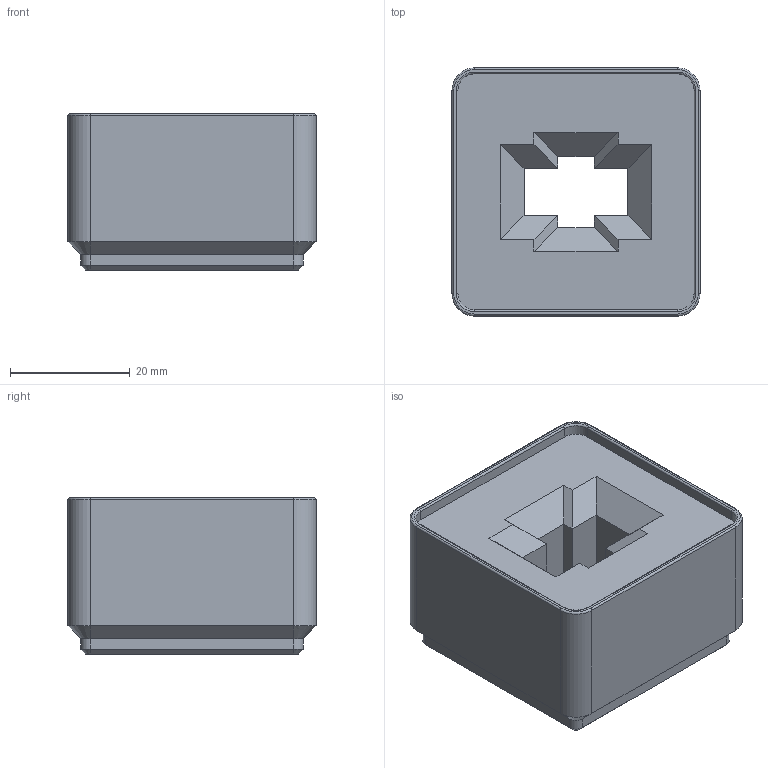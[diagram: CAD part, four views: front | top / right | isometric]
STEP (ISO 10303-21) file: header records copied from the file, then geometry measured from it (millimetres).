
FILE_DESCRIPTION(('Open CASCADE Model'),'2;1');
FILE_NAME('Open CASCADE Shape Model','2025-11-23T22:49:14',('Author'),( 'Open CASCADE'),'Open CASCADE STEP processor 7.8','Open CASCADE 7.8' ,'Unknown');
FILE_SCHEMA(('AUTOMOTIVE_DESIGN { 1 0 10303 214 1 1 1 1 }'));
Length unit declared in the file: millimetre
Products named in the file (1): Open CASCADE STEP translator 7.8 10
Bounding box: 41.5 x 41.5 x 26.14 mm (x, y, z)
Volume: 35880.7 mm3; surface area: 8527.3 mm2
Topology: 1 solids, 1 shells, 83 faces, 188 edges, 108 vertices
Faces by surface type: plane 47, cylinder 20, torus 8, cone 8
Entity records: 4664 total; most frequent: CARTESIAN_POINT 844, DIRECTION 716, LINE 432, VECTOR 432, ORIENTED_EDGE 376, PCURVE 376, DEFINITIONAL_REPRESENTATION 376, EDGE_CURVE 188
